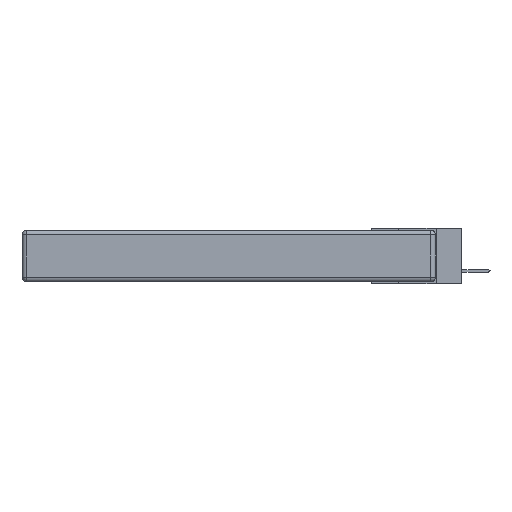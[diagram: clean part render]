
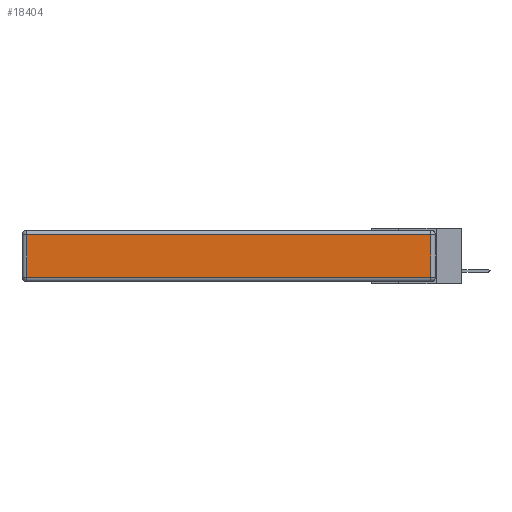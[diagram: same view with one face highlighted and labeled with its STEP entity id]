
A CAD part, left-side view. The second image highlights one B-rep face of the part: STEP entity #18404.
In plain terms, the highlighted planar face has unit normal (-1, 0, 0).
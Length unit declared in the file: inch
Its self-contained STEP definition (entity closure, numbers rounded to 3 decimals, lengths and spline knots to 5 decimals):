
#103 = DIRECTION ( 'NONE',  ( 0., 1., 0. ) ) ;
#980 = PLANE ( 'NONE',  #18655 ) ;
#1210 = ORIENTED_EDGE ( 'NONE', *, *, #6994, .T. ) ;
#1302 = EDGE_LOOP ( 'NONE', ( #16362, #1210, #9904, #11764 ) ) ;
#1811 = LINE ( 'NONE', #13837, #5329 ) ;
#2818 = EDGE_CURVE ( 'NONE', #4537, #3367, #1811, .T. ) ;
#3099 = CARTESIAN_POINT ( 'NONE',  ( 0., 2.75, -0.03 ) ) ;
#3263 = FACE_OUTER_BOUND ( 'NONE', #1302, .T. ) ;
#3367 = VERTEX_POINT ( 'NONE', #3917 ) ;
#3917 = CARTESIAN_POINT ( 'NONE',  ( 0., 0.03, -0.313 ) ) ;
#4339 = VERTEX_POINT ( 'NONE', #17955 ) ;
#4537 = VERTEX_POINT ( 'NONE', #16098 ) ;
#5329 = VECTOR ( 'NONE', #16670, 39.37008 ) ;
#5643 = CARTESIAN_POINT ( 'NONE',  ( 0., 0., -0.343 ) ) ;
#6994 = EDGE_CURVE ( 'NONE', #3367, #7867, #14728, .T. ) ;
#7867 = VERTEX_POINT ( 'NONE', #19088 ) ;
#9876 = VECTOR ( 'NONE', #13371, 39.37008 ) ;
#9904 = ORIENTED_EDGE ( 'NONE', *, *, #17252, .T. ) ;
#10669 = LINE ( 'NONE', #3099, #11130 ) ;
#10748 = DIRECTION ( 'NONE',  ( 0., 0., 1. ) ) ;
#11130 = VECTOR ( 'NONE', #103, 39.37008 ) ;
#11764 = ORIENTED_EDGE ( 'NONE', *, *, #14176, .T. ) ;
#12326 = CARTESIAN_POINT ( 'NONE',  ( 0., 0.03, -0.343 ) ) ;
#13236 = DIRECTION ( 'NONE',  ( 0., 0., 1. ) ) ;
#13371 = DIRECTION ( 'NONE',  ( 0., 0., -1. ) ) ;
#13837 = CARTESIAN_POINT ( 'NONE',  ( 0., 0., -0.313 ) ) ;
#14176 = EDGE_CURVE ( 'NONE', #4339, #4537, #17907, .T. ) ;
#14630 = CARTESIAN_POINT ( 'NONE',  ( 0., 2.72, -0.343 ) ) ;
#14690 = DIRECTION ( 'NONE',  ( -1., 0., 0. ) ) ;
#14728 = LINE ( 'NONE', #12326, #19461 ) ;
#16098 = CARTESIAN_POINT ( 'NONE',  ( 0., 2.72, -0.313 ) ) ;
#16362 = ORIENTED_EDGE ( 'NONE', *, *, #2818, .T. ) ;
#16670 = DIRECTION ( 'NONE',  ( 0., -1., 0. ) ) ;
#17252 = EDGE_CURVE ( 'NONE', #7867, #4339, #10669, .T. ) ;
#17907 = LINE ( 'NONE', #14630, #9876 ) ;
#17955 = CARTESIAN_POINT ( 'NONE',  ( 0., 2.72, -0.03 ) ) ;
#18404 = ADVANCED_FACE ( 'NONE', ( #3263 ), #980, .T. ) ;
#18655 = AXIS2_PLACEMENT_3D ( 'NONE', #5643, #14690, #13236 ) ;
#19088 = CARTESIAN_POINT ( 'NONE',  ( 0., 0.03, -0.03 ) ) ;
#19461 = VECTOR ( 'NONE', #10748, 39.37008 ) ;
